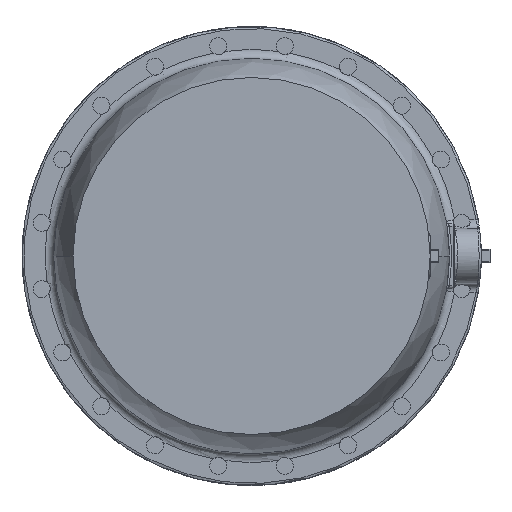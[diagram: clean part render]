
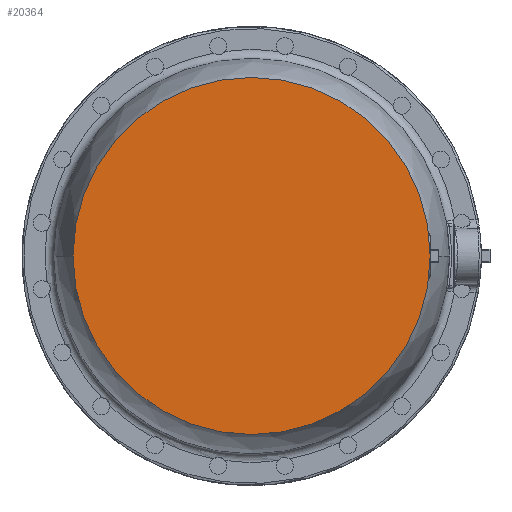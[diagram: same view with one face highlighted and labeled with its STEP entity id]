
A CAD part, front view. The second image highlights one B-rep face of the part: STEP entity #20364.
In plain terms, the highlighted planar face has unit normal (0, -1, 0).
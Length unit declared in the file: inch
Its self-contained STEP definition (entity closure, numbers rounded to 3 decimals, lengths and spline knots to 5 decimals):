
#1373=CARTESIAN_POINT('',(0.,0.25,0.));
#1374=DIRECTION('',(0.,1.,0.));
#1375=DIRECTION('',(1.,0.,0.));
#1376=AXIS2_PLACEMENT_3D('',#1373,#1374,#1375);
#1387=CARTESIAN_POINT('',(0.,0.25,0.));
#1388=DIRECTION('',(0.,1.,0.));
#1389=DIRECTION('',(-1.,0.,0.));
#1390=AXIS2_PLACEMENT_3D('',#1387,#1388,#1389);
#18705=CARTESIAN_POINT('',(10.5,0.25,0.));
#18706=CARTESIAN_POINT('',(-10.5,0.25,0.));
#18707=VERTEX_POINT('',#18705);
#18708=VERTEX_POINT('',#18706);
#20355=CARTESIAN_POINT('',(0.,0.25,0.));
#20356=DIRECTION('',(0.,1.,0.));
#20357=DIRECTION('',(1.,0.,0.));
#20358=AXIS2_PLACEMENT_3D('',#20355,#20356,#20357);
#20359=PLANE('',#20358);
#20360=ORIENTED_EDGE('',*,*,#20335,.T.);
#20361=ORIENTED_EDGE('',*,*,#20349,.T.);
#20362=EDGE_LOOP('',(#20360,#20361));
#20363=FACE_OUTER_BOUND('',#20362,.F.);
#1377=CIRCLE('',#1376,10.5);
#1391=CIRCLE('',#1390,10.5);
#20335=EDGE_CURVE('',#18707,#18708,#1377,.T.);
#20349=EDGE_CURVE('',#18708,#18707,#1391,.T.);
#20364=ADVANCED_FACE('',(#20363),#20359,.F.);
